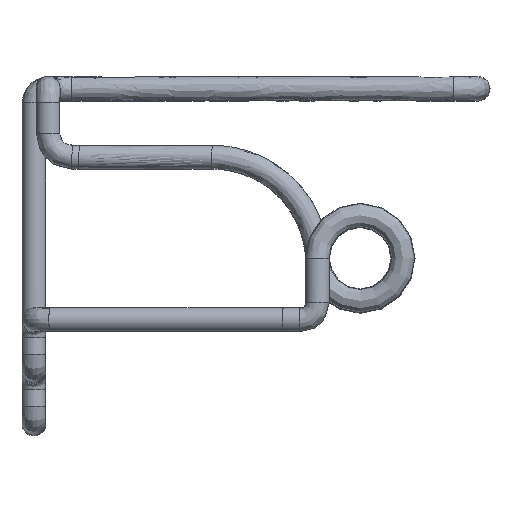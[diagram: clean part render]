
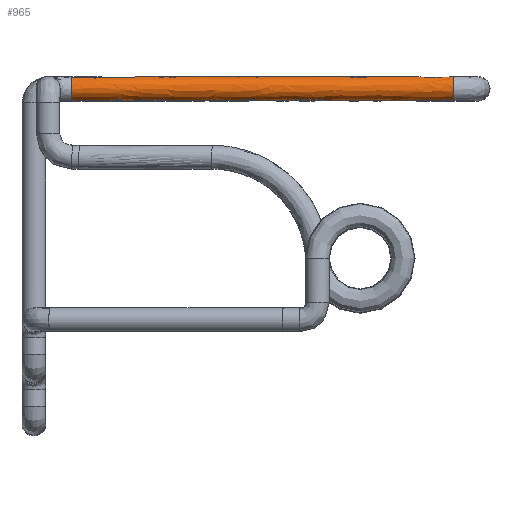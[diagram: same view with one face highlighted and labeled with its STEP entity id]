
A CAD part, top view. The second image highlights one B-rep face of the part: STEP entity #965.
In plain terms, the highlighted free-form (B-spline) face has degree [3, 1] with [11, 2] control points.
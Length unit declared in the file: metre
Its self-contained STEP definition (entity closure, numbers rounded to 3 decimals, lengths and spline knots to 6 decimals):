
#125=ORIENTED_EDGE('',*,*,#277,.F.);
#126=ORIENTED_EDGE('',*,*,#278,.T.);
#277=EDGE_CURVE('',#369,#369,#461,.T.);
#278=EDGE_CURVE('',#370,#370,#462,.T.);
#369=VERTEX_POINT('',#2995);
#370=VERTEX_POINT('',#3029);
#461=B_SPLINE_CURVE_WITH_KNOTS('',3,(#2984,#2985,#2986,#2987,#2988,#2989,
#2990,#2991,#2992,#2993,#2994),.UNSPECIFIED.,.T.,.F.,(1,1,1,1,1,1,1,1,1,
1,1,1,1,1,1),(-0.012148,-0.009414,-0.00668,
-0.003945,-0.001211,0.001523,0.004257,
0.006991,0.009725,0.01246,0.015194,
0.017928,0.020662,0.023396,0.02613),
 .UNSPECIFIED.);
#462=B_SPLINE_CURVE_WITH_KNOTS('',3,(#3018,#3019,#3020,#3021,#3022,#3023,
#3024,#3025,#3026,#3027,#3028),.UNSPECIFIED.,.T.,.F.,(1,1,1,1,1,1,1,1,1,
1,1,1,1,1,1),(-0.012148,-0.009414,-0.00668,
-0.003945,-0.001211,0.001523,0.004257,
0.006991,0.009725,0.01246,0.015194,
0.017928,0.020662,0.023396,0.02613),
 .UNSPECIFIED.);
#585=EDGE_LOOP('',(#125));
#586=EDGE_LOOP('',(#126));
#769=FACE_BOUND('',#585,.T.);
#770=FACE_BOUND('',#586,.T.);
#904=B_SPLINE_SURFACE_WITH_KNOTS('',3,1,((#2996,#2997),(#2998,#2999),(#3000,
#3001),(#3002,#3003),(#3004,#3005),(#3006,#3007),(#3008,#3009),(#3010,#3011),
(#3012,#3013),(#3014,#3015),(#3016,#3017)),.SURF_OF_LINEAR_EXTRUSION.,.T.,
 .F.,.F.,(1,1,1,1,1,1,1,1,1,1,1,1,1,1,1),(2,2),(-0.375,-0.25,-0.125,0.,
0.125,0.25,0.375,0.5,0.625,0.75,0.875,1.,1.125,1.25,1.375),(0.,1.),
 .UNSPECIFIED.);
#965=ADVANCED_FACE('',(#769,#770),#904,.T.);
#2984=CARTESIAN_POINT('',(0.027422,0.053157,-0.110771));
#2985=CARTESIAN_POINT('',(0.027294,0.053464,-0.107814));
#2986=CARTESIAN_POINT('',(0.027194,0.05159,-0.105513));
#2987=CARTESIAN_POINT('',(0.02718,0.048636,-0.105211));
#2988=CARTESIAN_POINT('',(0.02726,0.046337,-0.107079));
#2989=CARTESIAN_POINT('',(0.027387,0.046029,-0.110027));
#2990=CARTESIAN_POINT('',(0.027487,0.047899,-0.11233));
#2991=CARTESIAN_POINT('',(0.027501,0.050851,-0.112637));
#2992=CARTESIAN_POINT('',(0.027422,0.053157,-0.110771));
#2993=CARTESIAN_POINT('',(0.027294,0.053464,-0.107814));
#2994=CARTESIAN_POINT('',(0.027194,0.05159,-0.105513));
#2995=CARTESIAN_POINT('',(0.027299,0.053101,-0.107923));
#2996=CARTESIAN_POINT('',(-0.084956,0.053157,-0.110771));
#2997=CARTESIAN_POINT('',(0.028164,0.053157,-0.110771));
#2998=CARTESIAN_POINT('',(-0.084956,0.053465,-0.107814));
#2999=CARTESIAN_POINT('',(0.028164,0.053465,-0.107814));
#3000=CARTESIAN_POINT('',(-0.084956,0.051589,-0.105514));
#3001=CARTESIAN_POINT('',(0.028164,0.051589,-0.105514));
#3002=CARTESIAN_POINT('',(-0.084956,0.048642,-0.105209));
#3003=CARTESIAN_POINT('',(0.028164,0.048642,-0.105209));
#3004=CARTESIAN_POINT('',(-0.084956,0.046336,-0.107077));
#3005=CARTESIAN_POINT('',(0.028164,0.046336,-0.107077));
#3006=CARTESIAN_POINT('',(-0.084956,0.04603,-0.110031));
#3007=CARTESIAN_POINT('',(0.028164,0.04603,-0.110031));
#3008=CARTESIAN_POINT('',(-0.084956,0.0479,-0.11233));
#3009=CARTESIAN_POINT('',(0.028164,0.0479,-0.11233));
#3010=CARTESIAN_POINT('',(-0.084956,0.05085,-0.112638));
#3011=CARTESIAN_POINT('',(0.028164,0.05085,-0.112638));
#3012=CARTESIAN_POINT('',(-0.084956,0.053157,-0.110771));
#3013=CARTESIAN_POINT('',(0.028164,0.053157,-0.110771));
#3014=CARTESIAN_POINT('',(-0.084956,0.053465,-0.107814));
#3015=CARTESIAN_POINT('',(0.028164,0.053465,-0.107814));
#3016=CARTESIAN_POINT('',(-0.084956,0.051589,-0.105514));
#3017=CARTESIAN_POINT('',(0.028164,0.051589,-0.105514));
#3018=CARTESIAN_POINT('',(-0.084051,0.053157,-0.110771));
#3019=CARTESIAN_POINT('',(-0.084179,0.053464,-0.107814));
#3020=CARTESIAN_POINT('',(-0.084279,0.05159,-0.105513));
#3021=CARTESIAN_POINT('',(-0.084293,0.048636,-0.105211));
#3022=CARTESIAN_POINT('',(-0.084213,0.046337,-0.107079));
#3023=CARTESIAN_POINT('',(-0.084086,0.046029,-0.110027));
#3024=CARTESIAN_POINT('',(-0.083986,0.047899,-0.11233));
#3025=CARTESIAN_POINT('',(-0.083972,0.050851,-0.112637));
#3026=CARTESIAN_POINT('',(-0.084051,0.053157,-0.110771));
#3027=CARTESIAN_POINT('',(-0.084179,0.053464,-0.107814));
#3028=CARTESIAN_POINT('',(-0.084279,0.05159,-0.105513));
#3029=CARTESIAN_POINT('',(-0.084174,0.053101,-0.107923));
